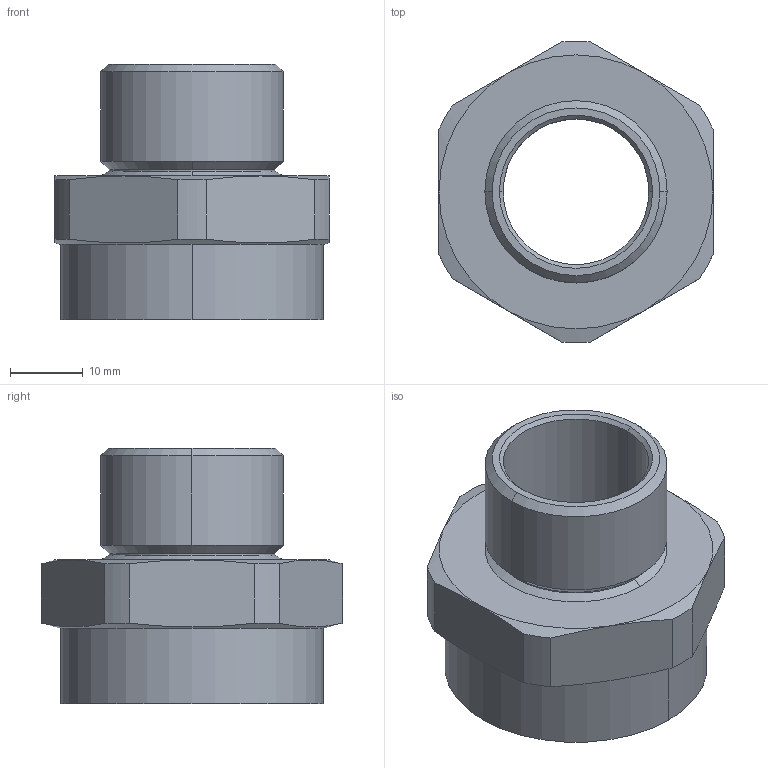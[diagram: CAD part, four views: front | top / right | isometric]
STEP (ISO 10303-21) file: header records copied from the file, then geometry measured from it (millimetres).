
FILE_DESCRIPTION (( 'STEP AP203' ), '1' );
FILE_NAME ('737DM3M4.STEP', '2016-09-27T13:34:16', ( '' ), ( '' ), 'SwSTEP 2.0', 'SolidWorks 2014', '' );
FILE_SCHEMA (( 'CONFIG_CONTROL_DESIGN' ));
Length unit declared in the file: millimetre
Products named in the file (1): 737DM3M4
Bounding box: 37.6 x 41.34 x 35 mm (x, y, z)
Volume: 11455.1 mm3; surface area: 8121.5 mm2
Topology: 1 solids, 1 shells, 48 faces, 112 edges, 68 vertices
Faces by surface type: cone 20, cylinder 18, plane 10
Entity records: 1523 total; most frequent: CARTESIAN_POINT 341, DIRECTION 244, ORIENTED_EDGE 224, EDGE_CURVE 112, AXIS2_PLACEMENT_3D 103, VERTEX_POINT 68, CIRCLE 54, EDGE_LOOP 52
